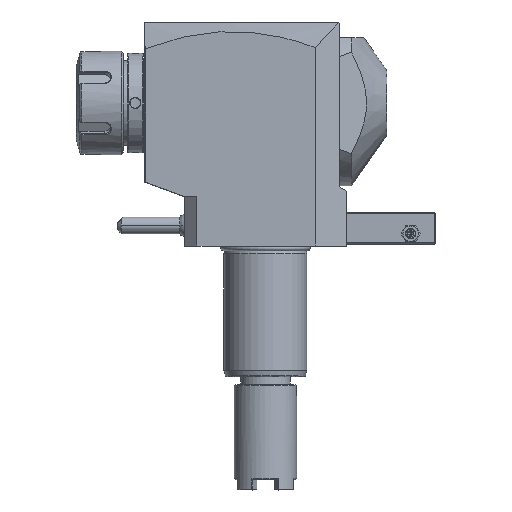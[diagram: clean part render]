
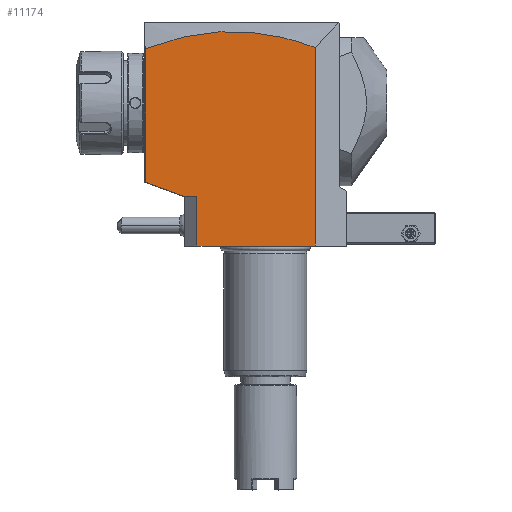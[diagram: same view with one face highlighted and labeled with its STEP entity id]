
A CAD part, top view. The second image highlights one B-rep face of the part: STEP entity #11174.
In plain terms, the highlighted planar face has unit normal (0, 0, 1).
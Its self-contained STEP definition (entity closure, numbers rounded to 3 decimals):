
#29=DIRECTION('',(-1.,0.,0.));
#30=VECTOR('',#29,57.);
#31=CARTESIAN_POINT('',(24.,0.,37.5));
#32=LINE('',#31,#30);
#262=DIRECTION('',(0.,-1.,0.));
#263=VECTOR('',#262,64.359);
#264=CARTESIAN_POINT('',(-57.8,95.092,37.5));
#265=LINE('',#264,#263);
#275=DIRECTION('',(0.94,-0.342,0.));
#276=VECTOR('',#275,19.687);
#277=CARTESIAN_POINT('',(-57.8,30.733,37.5));
#278=LINE('',#277,#276);
#279=CARTESIAN_POINT('',(-57.8,95.092,37.5));
#280=CARTESIAN_POINT('',(-50.998,97.812,37.5));
#281=CARTESIAN_POINT('',(-37.387,101.914,37.5));
#282=CARTESIAN_POINT('',(-16.948,104.059,37.5));
#283=CARTESIAN_POINT('',(3.513,102.192,37.5));
#284=CARTESIAN_POINT('',(17.168,98.259,37.5));
#285=CARTESIAN_POINT('',(24.,95.615,37.5));
#287=DIRECTION('',(0.,-1.,0.));
#288=VECTOR('',#287,95.615);
#289=CARTESIAN_POINT('',(24.,95.615,37.5));
#290=LINE('',#289,#288);
#291=DIRECTION('',(1.,0.,0.));
#292=VECTOR('',#291,6.3);
#293=CARTESIAN_POINT('',(-39.3,24.,37.5));
#294=LINE('',#293,#292);
#303=DIRECTION('',(0.,-1.,0.));
#304=VECTOR('',#303,24.);
#305=CARTESIAN_POINT('',(-33.,24.,37.5));
#306=LINE('',#305,#304);
#10298=VERTEX_POINT('',#279);
#10299=VERTEX_POINT('',#285);
#10314=CARTESIAN_POINT('',(-33.,24.,37.5));
#10315=VERTEX_POINT('',#10314);
#10611=CARTESIAN_POINT('',(24.,0.,37.5));
#10613=VERTEX_POINT('',#10611);
#10614=CARTESIAN_POINT('',(-33.,0.,37.5));
#10615=VERTEX_POINT('',#10614);
#10626=CARTESIAN_POINT('',(-57.8,30.733,37.5));
#10627=CARTESIAN_POINT('',(-39.3,24.,37.5));
#10628=VERTEX_POINT('',#10626);
#10629=VERTEX_POINT('',#10627);
#11156=CARTESIAN_POINT('',(-39.202,24.,37.5));
#11157=DIRECTION('',(0.,0.,1.));
#11158=DIRECTION('',(1.,0.,0.));
#11159=AXIS2_PLACEMENT_3D('',#11156,#11157,#11158);
#11160=PLANE('',#11159);
#11162=ORIENTED_EDGE('',*,*,#11161,.F.);
#11164=ORIENTED_EDGE('',*,*,#11163,.F.);
#11165=ORIENTED_EDGE('',*,*,#11146,.F.);
#11167=ORIENTED_EDGE('',*,*,#11166,.T.);
#11168=ORIENTED_EDGE('',*,*,#10916,.T.);
#11169=ORIENTED_EDGE('',*,*,#10891,.T.);
#11171=ORIENTED_EDGE('',*,*,#11170,.F.);
#11172=EDGE_LOOP('',(#11162,#11164,#11165,#11167,#11168,#11169,#11171));
#11173=FACE_OUTER_BOUND('',#11172,.F.);
#286=B_SPLINE_CURVE_WITH_KNOTS('',3,(#279,#280,#281,#282,#283,#284,#285),
.UNSPECIFIED.,.F.,.F.,(4,1,1,1,4),(0.,0.25,0.5,0.75,1.),
.UNSPECIFIED.);
#10891=EDGE_CURVE('',#10613,#10615,#32,.T.);
#10916=EDGE_CURVE('',#10299,#10613,#290,.T.);
#11146=EDGE_CURVE('',#10298,#10628,#265,.T.);
#11161=EDGE_CURVE('',#10629,#10315,#294,.T.);
#11163=EDGE_CURVE('',#10628,#10629,#278,.T.);
#11166=EDGE_CURVE('',#10298,#10299,#286,.T.);
#11170=EDGE_CURVE('',#10315,#10615,#306,.T.);
#11174=ADVANCED_FACE('',(#11173),#11160,.T.);
